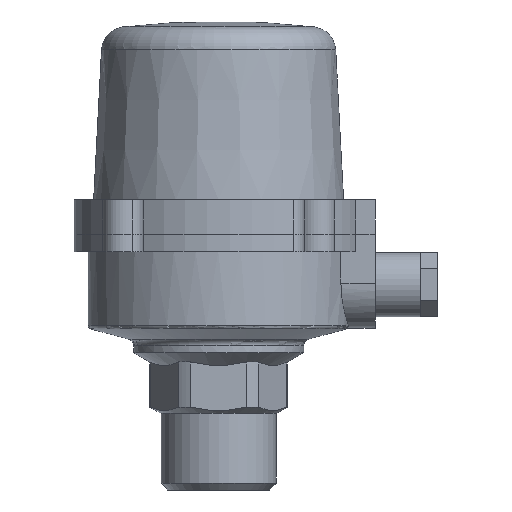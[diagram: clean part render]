
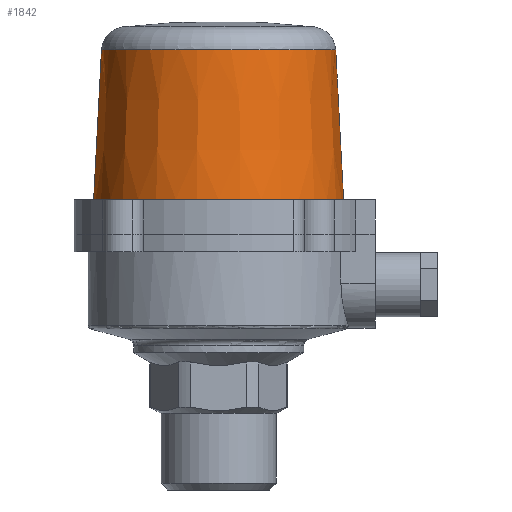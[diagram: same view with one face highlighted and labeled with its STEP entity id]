
A CAD part, front view. The second image highlights one B-rep face of the part: STEP entity #1842.
In plain terms, the highlighted conical face has half-angle 3 degrees and reference radius 36.217 mm.
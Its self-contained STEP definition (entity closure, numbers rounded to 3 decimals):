
#37=CONICAL_SURFACE($,#2063,36.217,3.);
#83=B_SPLINE_CURVE_WITH_KNOTS($,3,(#3501,#3502,#3503,#3504,#3505,#3506,
#3507,#3508,#3509),.UNSPECIFIED.,.F.,.F.,(4,1,1,1,1,1,4),(0.,0.167,
0.333,0.5,0.667,0.833,1.),
 .UNSPECIFIED.);
#194=CIRCLE($,#2057,35.924);
#348=FACE_OUTER_BOUND($,#456,.T.);
#456=EDGE_LOOP($,(#1684,#1685,#1686,#1687));
#569=LINE($,#3531,#682);
#570=LINE($,#3532,#683);
#682=VECTOR($,#2601,43.095);
#683=VECTOR($,#2602,43.095);
#868=VERTEX_POINT($,#3337);
#869=VERTEX_POINT($,#3338);
#873=VERTEX_POINT($,#3499);
#874=VERTEX_POINT($,#3500);
#1136=EDGE_CURVE($,#868,#869,#194,.T.);
#1142=EDGE_CURVE($,#873,#874,#83,.T.);
#1146=EDGE_CURVE($,#868,#874,#569,.T.);
#1147=EDGE_CURVE($,#873,#869,#570,.T.);
#1684=ORIENTED_EDGE($,*,*,#1142,.T.);
#1685=ORIENTED_EDGE($,*,*,#1146,.F.);
#1686=ORIENTED_EDGE($,*,*,#1136,.T.);
#1687=ORIENTED_EDGE($,*,*,#1147,.F.);
#1842=ADVANCED_FACE($,(#348),#37,.T.);
#2057=AXIS2_PLACEMENT_3D($,#3339,#2587,#2588);
#2063=AXIS2_PLACEMENT_3D($,#3530,#2599,#2600);
#2587=DIRECTION('center_axis',(0.,0.,1.));
#2588=DIRECTION('ref_axis',(0.809,0.588,0.));
#2599=DIRECTION('center_axis',(0.,0.,
-1.));
#2600=DIRECTION('ref_axis',(0.809,0.588,0.));
#2601=DIRECTION($,(0.052,0.,0.999));
#2602=DIRECTION($,(0.052,0.,-0.999));
#3337=CARTESIAN_POINT('',(-35.914,0.,83.5));
#3338=CARTESIAN_POINT('',(35.933,0.,83.5));
#3339=CARTESIAN_POINT('Origin',(0.01,0.,
83.5));
#3499=CARTESIAN_POINT('',(33.678,0.,126.536));
#3500=CARTESIAN_POINT('',(-33.659,0.,126.536));
#3501=CARTESIAN_POINT('Ctrl Pts',(33.678,0.,
126.536));
#3502=CARTESIAN_POINT('Ctrl Pts',(33.81,-5.949,126.536));
#3503=CARTESIAN_POINT('Ctrl Pts',(30.469,-17.586,126.536));
#3504=CARTESIAN_POINT('Ctrl Pts',(17.646,-30.53,126.536));
#3505=CARTESIAN_POINT('Ctrl Pts',(0.01,-35.237,
126.536));
#3506=CARTESIAN_POINT('Ctrl Pts',(-17.627,-30.53,126.536));
#3507=CARTESIAN_POINT('Ctrl Pts',(-30.45,-17.586,126.536));
#3508=CARTESIAN_POINT('Ctrl Pts',(-33.79,-5.949,126.536));
#3509=CARTESIAN_POINT('Ctrl Pts',(-33.659,0.,
126.536));
#3530=CARTESIAN_POINT('Origin',(0.01,0.,
77.904));
#3531=CARTESIAN_POINT($,(-35.914,0.,83.5));
#3532=CARTESIAN_POINT($,(33.678,0.,126.536));
